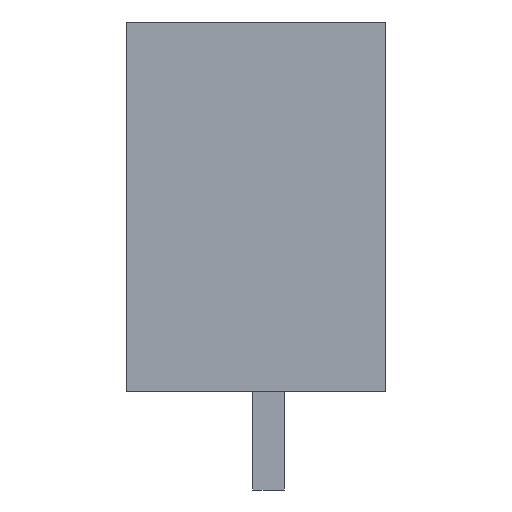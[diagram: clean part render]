
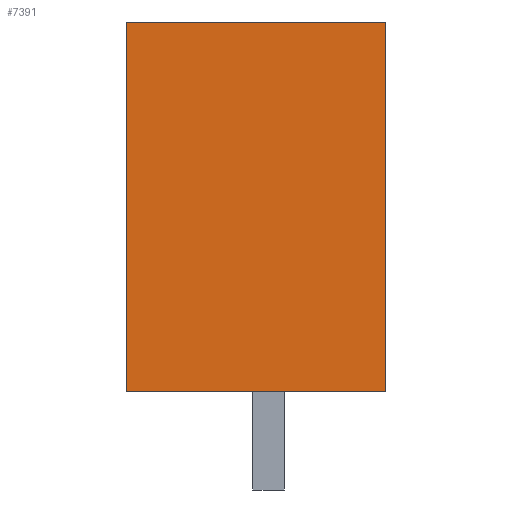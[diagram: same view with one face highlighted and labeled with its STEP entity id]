
A CAD part, left-side view. The second image highlights one B-rep face of the part: STEP entity #7391.
In plain terms, the highlighted planar face has unit normal (-1, 0, 0).
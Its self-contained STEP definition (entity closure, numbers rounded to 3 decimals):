
#7371=AXIS2_PLACEMENT_3D('Plane Axis2P3D',#7368,#7369,#7370) ;
#1747=CARTESIAN_POINT('Vertex',(0.,0.,3.2)) ;
#1750=CARTESIAN_POINT('Line Origine',(0.,4.215,3.2)) ;
#1754=CARTESIAN_POINT('Vertex',(0.,8.43,3.2)) ;
#7201=CARTESIAN_POINT('Line Origine',(0.,0.,9.2)) ;
#7205=CARTESIAN_POINT('Vertex',(0.,0.,15.2)) ;
#7368=CARTESIAN_POINT('Axis2P3D Location',(0.,8.43,15.2)) ;
#7373=CARTESIAN_POINT('Line Origine',(0.,4.215,15.2)) ;
#7377=CARTESIAN_POINT('Vertex',(0.,8.43,15.2)) ;
#7380=CARTESIAN_POINT('Line Origine',(0.,8.43,9.2)) ;
#1751=DIRECTION('Vector Direction',(0.,-1.,0.)) ;
#7202=DIRECTION('Vector Direction',(0.,0.,-1.)) ;
#7369=DIRECTION('Axis2P3D Direction',(-1.,0.,0.)) ;
#7370=DIRECTION('Axis2P3D XDirection',(0.,0.,1.)) ;
#7374=DIRECTION('Vector Direction',(0.,-1.,0.)) ;
#7381=DIRECTION('Vector Direction',(0.,0.,-1.)) ;
#1752=VECTOR('Line Direction',#1751,1.) ;
#7203=VECTOR('Line Direction',#7202,1.) ;
#7375=VECTOR('Line Direction',#7374,1.) ;
#7382=VECTOR('Line Direction',#7381,1.) ;
#7386=ORIENTED_EDGE('',*,*,#7379,.F.) ;
#7387=ORIENTED_EDGE('',*,*,#7384,.T.) ;
#7388=ORIENTED_EDGE('',*,*,#1756,.T.) ;
#7389=ORIENTED_EDGE('',*,*,#7207,.F.) ;
#7391=ADVANCED_FACE('HOUSING',(#7390),#7372,.T.) ;
#1756=EDGE_CURVE('',#1755,#1748,#1753,.T.) ;
#7207=EDGE_CURVE('',#7206,#1748,#7204,.T.) ;
#7379=EDGE_CURVE('',#7378,#7206,#7376,.T.) ;
#7384=EDGE_CURVE('',#7378,#1755,#7383,.T.) ;
#7385=EDGE_LOOP('',(#7386,#7387,#7388,#7389)) ;
#7390=FACE_OUTER_BOUND('',#7385,.T.) ;
#1753=LINE('Line',#1750,#1752) ;
#7204=LINE('Line',#7201,#7203) ;
#7376=LINE('Line',#7373,#7375) ;
#7383=LINE('Line',#7380,#7382) ;
#7372=PLANE('',#7371) ;
#1748=VERTEX_POINT('',#1747) ;
#1755=VERTEX_POINT('',#1754) ;
#7206=VERTEX_POINT('',#7205) ;
#7378=VERTEX_POINT('',#7377) ;
